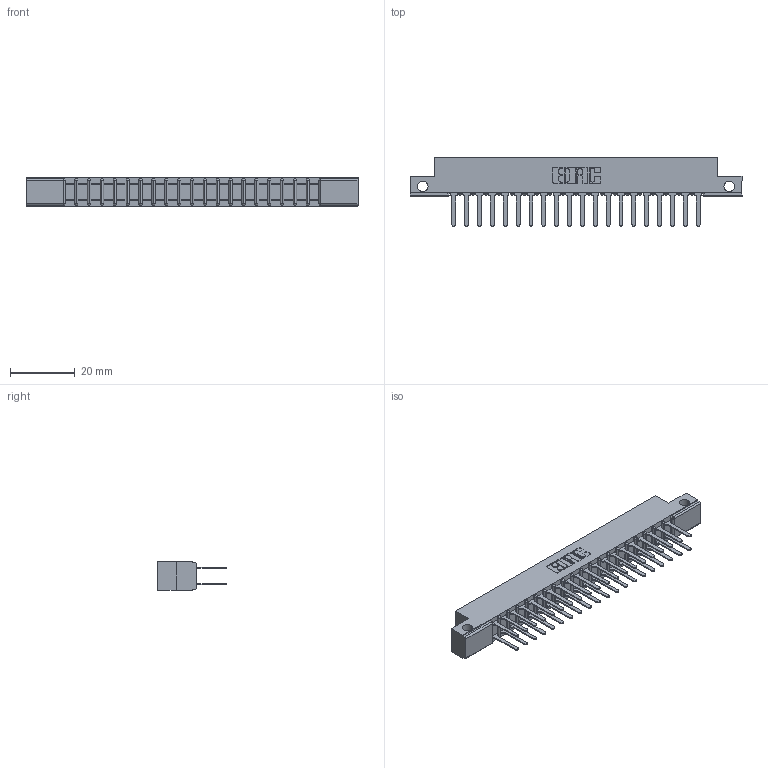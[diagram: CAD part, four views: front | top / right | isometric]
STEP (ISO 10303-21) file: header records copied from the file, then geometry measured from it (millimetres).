
FILE_DESCRIPTION (( 'STEP AP203' ), '1' );
FILE_NAME ('357-040-522-212.STEP', '2018-08-11T05:50:13', ( '' ), ( '' ), 'SwSTEP 2.0', 'SolidWorks 2016', '' );
FILE_SCHEMA (( 'CONFIG_CONTROL_DESIGN' ));
Length unit declared in the file: inch
Products named in the file (3): 307 Part_.128 Dia Side Mounting Holes; 307-290-001_522; 357-040-522-212
Assembly tree (41 placements, depth 2):
  357-040-522-212
    307 Part_.128 Dia Side Mounting Holes
    307-290-001_522  x40
Bounding box: 102.26 x 21.11 x 8.71 mm (x, y, z)
Volume: 6699.4 mm3; surface area: 12041.1 mm2
Topology: 41 solids, 41 shells, 1979 faces, 5523 edges, 3570 vertices
Faces by surface type: plane 1310, cylinder 627, sphere 42
Entity records: 20468 total; most frequent: CARTESIAN_POINT 3352, ORIENTED_EDGE 3318, DIRECTION 3293, EDGE_CURVE 1659, VECTOR 1263, LINE 1263, VERTEX_POINT 1074, AXIS2_PLACEMENT_3D 1015
